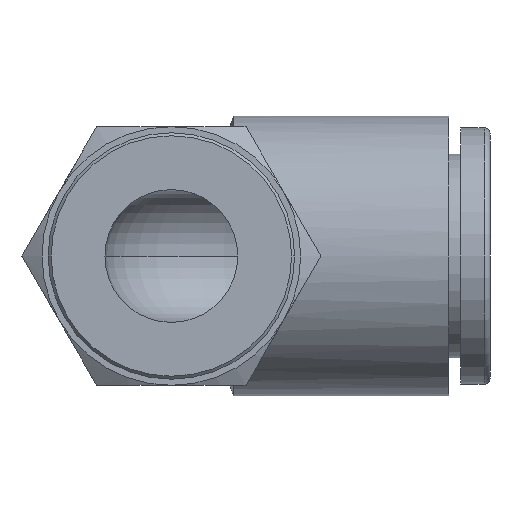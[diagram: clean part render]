
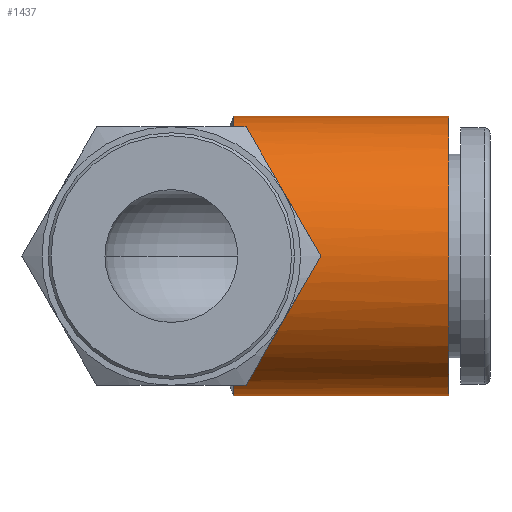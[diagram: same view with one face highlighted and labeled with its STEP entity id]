
A CAD part, front view. The second image highlights one B-rep face of the part: STEP entity #1437.
In plain terms, the highlighted cylindrical face has radius 11.9 mm (diameter 23.8 mm), a partial arc.
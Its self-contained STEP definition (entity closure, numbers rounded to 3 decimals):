
#60 = ORIENTED_EDGE ( 'NONE', *, *, #617, .T. ) ;
#79 = CARTESIAN_POINT ( 'NONE',  ( 10., -11.9, 0. ) ) ;
#82 = AXIS2_PLACEMENT_3D ( 'NONE', #1481, #1484, #1071 ) ;
#92 = DIRECTION ( 'NONE',  ( 1., 0., 0. ) ) ;
#124 = ORIENTED_EDGE ( 'NONE', *, *, #133, .T. ) ;
#133 = EDGE_CURVE ( 'NONE', #1548, #1527, #2063, .T. ) ;
#146 = DIRECTION ( 'NONE',  ( -1., 0., 0. ) ) ;
#153 = CARTESIAN_POINT ( 'NONE',  ( 57.258, 0., 0. ) ) ;
#163 = DIRECTION ( 'NONE',  ( 0., 0., 1. ) ) ;
#221 = CARTESIAN_POINT ( 'NONE',  ( 5.292, 0., 0. ) ) ;
#328 = DIRECTION ( 'NONE',  ( 0., 0., -1. ) ) ;
#352 = CARTESIAN_POINT ( 'NONE',  ( 23.6, 0., 11.9 ) ) ;
#359 = LINE ( 'NONE', #709, #1014 ) ;
#412 = FACE_OUTER_BOUND ( 'NONE', #1866, .T. ) ;
#601 = AXIS2_PLACEMENT_3D ( 'NONE', #153, #146, #163 ) ;
#603 = CARTESIAN_POINT ( 'NONE',  ( 10., -11.9, 0. ) ) ;
#604 = CARTESIAN_POINT ( 'NONE',  ( 10., -11.9, -0.452 ) ) ;
#608 = CARTESIAN_POINT ( 'NONE',  ( 9.969, -11.874, -0.911 ) ) ;
#611 = CARTESIAN_POINT ( 'NONE',  ( 9.846, -11.771, -1.804 ) ) ;
#615 = CARTESIAN_POINT ( 'NONE',  ( 9.756, -11.696, -2.239 ) ) ;
#617 = EDGE_CURVE ( 'NONE', #635, #954, #1593, .T. ) ;
#619 = CARTESIAN_POINT ( 'NONE',  ( 9.521, -11.5, -3.091 ) ) ;
#623 = CARTESIAN_POINT ( 'NONE',  ( 9.374, -11.379, -3.509 ) ) ;
#625 = CARTESIAN_POINT ( 'NONE',  ( 9.037, -11.102, -4.304 ) ) ;
#626 = CARTESIAN_POINT ( 'NONE',  ( 8.846, -10.947, -4.683 ) ) ;
#630 = CARTESIAN_POINT ( 'NONE',  ( 8.424, -10.609, -5.405 ) ) ;
#633 = CARTESIAN_POINT ( 'NONE',  ( 8.193, -10.426, -5.749 ) ) ;
#634 = CARTESIAN_POINT ( 'NONE',  ( 7.691, -10.037, -6.404 ) ) ;
#635 = VERTEX_POINT ( 'NONE', #1994 ) ;
#638 = EDGE_CURVE ( 'NONE', #889, #954, #1835, .T. ) ;
#642 = CARTESIAN_POINT ( 'NONE',  ( 6.587, -9.212, -7.566 ) ) ;
#647 = CARTESIAN_POINT ( 'NONE',  ( 7.426, -9.835, -6.709 ) ) ;
#651 = CARTESIAN_POINT ( 'NONE',  ( 5.973, -8.775, -8.061 ) ) ;
#660 = CARTESIAN_POINT ( 'NONE',  ( 5.292, -8.343, -8.485 ) ) ;
#709 = CARTESIAN_POINT ( 'NONE',  ( 57.258, 0., 11.9 ) ) ;
#733 = ORIENTED_EDGE ( 'NONE', *, *, #878, .F. ) ;
#797 = CARTESIAN_POINT ( 'NONE',  ( 5.292, -8.343, 8.485 ) ) ;
#826 = ORIENTED_EDGE ( 'NONE', *, *, #1859, .T. ) ;
#848 = CARTESIAN_POINT ( 'NONE',  ( 5.292, 0., 11.9 ) ) ;
#878 = EDGE_CURVE ( 'NONE', #1887, #889, #1108, .T. ) ;
#889 = VERTEX_POINT ( 'NONE', #1467 ) ;
#954 = VERTEX_POINT ( 'NONE', #1568 ) ;
#988 = EDGE_CURVE ( 'NONE', #1491, #1527, #1883, .T. ) ;
#1009 = B_SPLINE_CURVE_WITH_KNOTS ( 'NONE', 3,
 ( #660, #651, #642, #647, #634, #633, #630, #626, #625, #623, #619, #615, #611, #608, #604, #603 ),
 .UNSPECIFIED., .F., .F.,
 ( 4, 2, 2, 2, 2, 2, 2, 4 ),
 ( 0., 0.003, 0.004, 0.005, 0.007, 0.008, 0.009, 0.011 ),
 .UNSPECIFIED. ) ;
#1014 = VECTOR ( 'NONE', #1128, 1000. ) ;
#1071 = DIRECTION ( 'NONE',  ( 0., 0., -1. ) ) ;
#1108 = CIRCLE ( 'NONE', #82, 11.9 ) ;
#1128 = DIRECTION ( 'NONE',  ( -1., 0., 0. ) ) ;
#1170 = VECTOR ( 'NONE', #2049, 1000. ) ;
#1237 = CYLINDRICAL_SURFACE ( 'NONE', #601, 11.9 ) ;
#1323 = ORIENTED_EDGE ( 'NONE', *, *, #638, .F. ) ;
#1437 = ADVANCED_FACE ( 'NONE', ( #412 ), #1237, .T. ) ;
#1446 = AXIS2_PLACEMENT_3D ( 'NONE', #221, #92, #328 ) ;
#1467 = CARTESIAN_POINT ( 'NONE',  ( 23.6, 0., -11.9 ) ) ;
#1481 = CARTESIAN_POINT ( 'NONE',  ( 23.6, 0., 0. ) ) ;
#1484 = DIRECTION ( 'NONE',  ( 1., 0., 0. ) ) ;
#1491 = VERTEX_POINT ( 'NONE', #79 ) ;
#1527 = VERTEX_POINT ( 'NONE', #797 ) ;
#1548 = VERTEX_POINT ( 'NONE', #848 ) ;
#1568 = CARTESIAN_POINT ( 'NONE',  ( 5.292, 0., -11.9 ) ) ;
#1571 = CARTESIAN_POINT ( 'NONE',  ( 10., -11.9, 0. ) ) ;
#1592 = CARTESIAN_POINT ( 'NONE',  ( 10., -11.9, 0.451 ) ) ;
#1593 = CIRCLE ( 'NONE', #1954, 11.9 ) ;
#1605 = CARTESIAN_POINT ( 'NONE',  ( 9.97, -11.874, 0.9 ) ) ;
#1610 = CARTESIAN_POINT ( 'NONE',  ( 9.849, -11.773, 1.791 ) ) ;
#1611 = CARTESIAN_POINT ( 'NONE',  ( 9.757, -11.696, 2.236 ) ) ;
#1615 = CARTESIAN_POINT ( 'NONE',  ( 9.522, -11.501, 3.087 ) ) ;
#1617 = CARTESIAN_POINT ( 'NONE',  ( 9.378, -11.382, 3.499 ) ) ;
#1618 = CARTESIAN_POINT ( 'NONE',  ( 9.041, -11.106, 4.295 ) ) ;
#1619 = CARTESIAN_POINT ( 'NONE',  ( 8.848, -10.949, 4.679 ) ) ;
#1621 = CARTESIAN_POINT ( 'NONE',  ( 8.215, -10.442, 5.763 ) ) ;
#1625 = CARTESIAN_POINT ( 'NONE',  ( 7.719, -10.052, 6.409 ) ) ;
#1628 = CARTESIAN_POINT ( 'NONE',  ( 6.59, -9.214, 7.565 ) ) ;
#1631 = CARTESIAN_POINT ( 'NONE',  ( 5.972, -8.775, 8.061 ) ) ;
#1634 = CARTESIAN_POINT ( 'NONE',  ( 5.292, -8.343, 8.485 ) ) ;
#1835 = LINE ( 'NONE', #2000, #1170 ) ;
#1859 = EDGE_CURVE ( 'NONE', #1887, #1548, #359, .T. ) ;
#1866 = EDGE_LOOP ( 'NONE', ( #1323, #733, #826, #124, #1999, #1924, #60 ) ) ;
#1883 = B_SPLINE_CURVE_WITH_KNOTS ( 'NONE', 3,
 ( #1571, #1592, #1605, #1610, #1611, #1615, #1617, #1618, #1619, #1621, #1625, #1628, #1631, #1634 ),
 .UNSPECIFIED., .F., .F.,
 ( 4, 2, 2, 2, 2, 2, 4 ),
 ( 0.011, 0.012, 0.013, 0.015, 0.016, 0.019, 0.022 ),
 .UNSPECIFIED. ) ;
#1887 = VERTEX_POINT ( 'NONE', #352 ) ;
#1924 = ORIENTED_EDGE ( 'NONE', *, *, #1970, .F. ) ;
#1954 = AXIS2_PLACEMENT_3D ( 'NONE', #2084, #2079, #1978 ) ;
#1970 = EDGE_CURVE ( 'NONE', #635, #1491, #1009, .T. ) ;
#1978 = DIRECTION ( 'NONE',  ( 0., 0., -1. ) ) ;
#1994 = CARTESIAN_POINT ( 'NONE',  ( 5.292, -8.343, -8.485 ) ) ;
#1999 = ORIENTED_EDGE ( 'NONE', *, *, #988, .F. ) ;
#2000 = CARTESIAN_POINT ( 'NONE',  ( 57.258, 0., -11.9 ) ) ;
#2049 = DIRECTION ( 'NONE',  ( -1., 0., 0. ) ) ;
#2063 = CIRCLE ( 'NONE', #1446, 11.9 ) ;
#2079 = DIRECTION ( 'NONE',  ( 1., 0., 0. ) ) ;
#2084 = CARTESIAN_POINT ( 'NONE',  ( 5.292, 0., 0. ) ) ;
